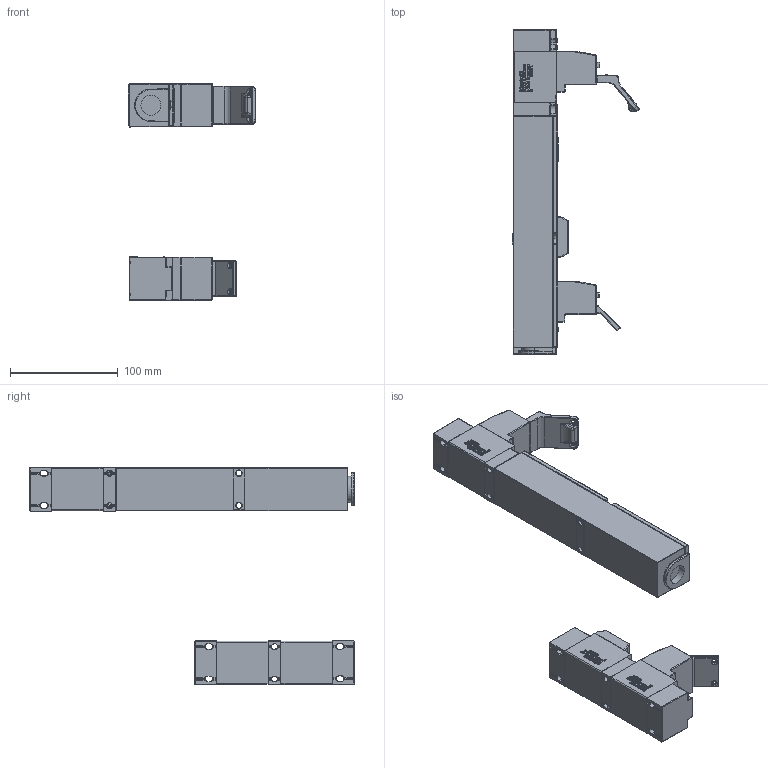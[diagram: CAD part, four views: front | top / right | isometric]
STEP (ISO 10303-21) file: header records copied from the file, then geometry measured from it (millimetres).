
FILE_DESCRIPTION (( 'STEP AP214' ), '1' );
FILE_NAME ('ZRH-1GATE-SET.STEP', '2018-05-11T19:34:06', ( '' ), ( '' ), 'SwSTEP 2.0', 'SolidWorks 2017', '' );
FILE_SCHEMA (( 'AUTOMOTIVE_DESIGN' ));
Length unit declared in the file: inch
Products named in the file (8): ST2110_B; ST2323_STS-Schluessel_mit_Kodierung_NEU; ZRH-1GATE-SET; ST2131_10; ST2331_Endteil_M; ST2330_Bajonett; ST2211_ZRH; ST2130_01
Assembly tree (10 placements, depth 2):
  ZRH-1GATE-SET
    ST2211_ZRH
    ST2130_01
    ST2131_10
    ST2110_B
    ST2330_Bajonett  x2
    ST2331_Endteil_M  x3
    ST2323_STS-Schluessel_mit_Kodierung_NEU
Bounding box: 117.88 x 301 x 201.06 mm (x, y, z)
Volume: 817318.7 mm3; surface area: 143533.7 mm2
Topology: 17 solids, 32 shells, 5589 faces, 14581 edges, 9267 vertices
Faces by surface type: plane 2442, bspline 2158, cylinder 909, torus 57, cone 21, sphere 2
Full cylindrical faces by diameter (mm): 2 x4, 2.013 x1, 2.459 x4, 3 x6, 3.3 x6, 3.4 x1, 4 x11, 4.1 x1, 5.3 x2, 5.5 x10, 5.8 x1, 6 x3, 6.5 x4, 7 x1, 9.5 x1, 10 x12, 12 x1, 18.376 x1, 25 x1
Entity records: 206608 total; most frequent: CARTESIAN_POINT 65472, ORIENTED_EDGE 25460, DIRECTION 16050, EDGE_CURVE 12730, VERTEX_POINT 8242, LINE 7540, VECTOR 7540, EDGE_LOOP 5464
